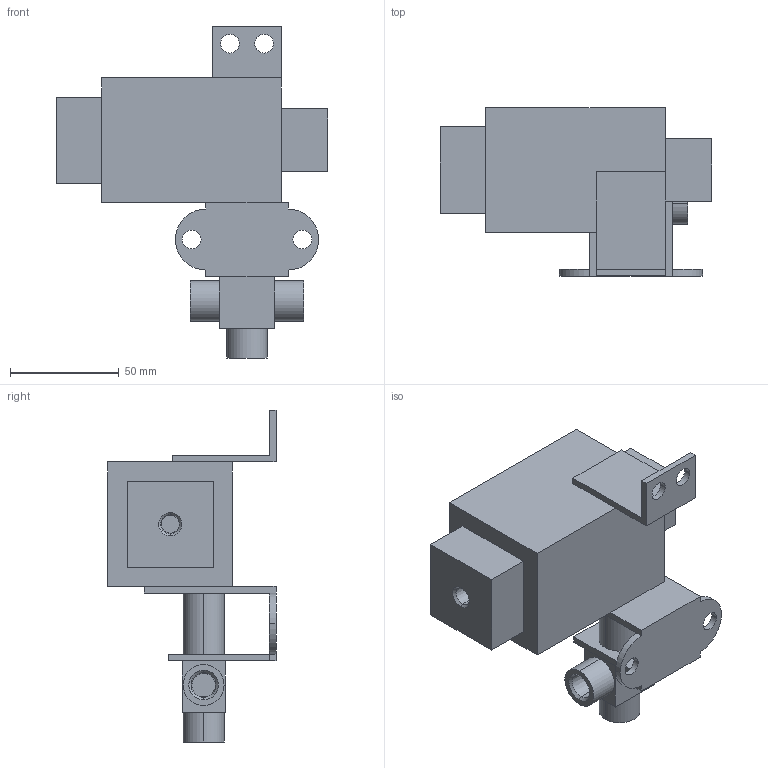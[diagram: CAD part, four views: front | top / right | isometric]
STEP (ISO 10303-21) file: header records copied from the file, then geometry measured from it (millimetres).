
FILE_DESCRIPTION(('starvars output'),'2;1');
FILE_NAME('cv20191018074711000025310.stp','07:47:11 2019/10/18',( 'Thomas Industrial Network Germany GmbH'),( 'Thomas Industrial Network Germany GmbH'),'unknown preprocess','ACIS' ,'unknown authorization');
FILE_SCHEMA(('CONFIG_CONTROL_DESIGN {UNKNOWN IMPLEMENTATION LEVEL}'));
Length unit declared in the file: millimetre
Products named in the file (1): PRODUCT_ID_1
Bounding box: 124.71 x 77.22 x 152.53 mm (x, y, z)
Volume: 369440.7 mm3; surface area: 50220.6 mm2
Topology: 1 solids, 1 shells, 91 faces, 221 edges, 143 vertices
Faces by surface type: plane 51, cone 20, cylinder 20
Entity records: 2441 total; most frequent: ORIENTED_EDGE 442, CARTESIAN_POINT 388, DIRECTION 349, EDGE_CURVE 221, VERTEX_POINT 143, VECTOR 141, LINE 141, EDGE_LOOP 112
